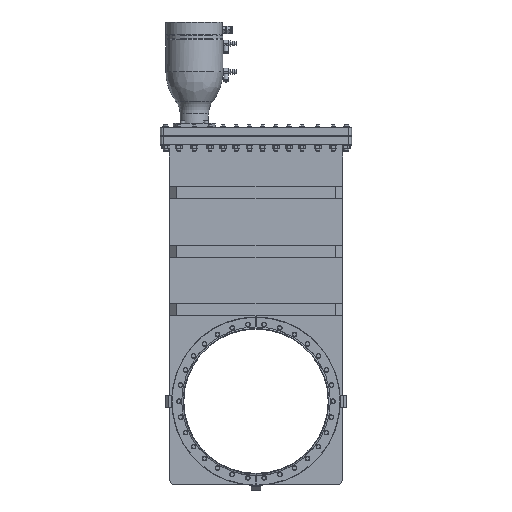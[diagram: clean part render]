
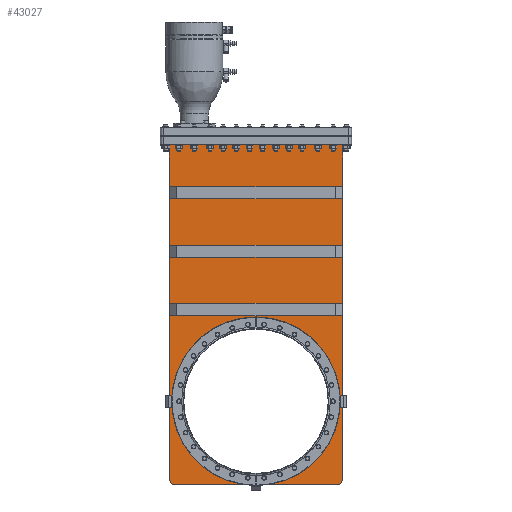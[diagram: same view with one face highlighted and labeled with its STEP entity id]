
A CAD part, top view. The second image highlights one B-rep face of the part: STEP entity #43027.
In plain terms, the highlighted planar face has unit normal (0, 0, 1).
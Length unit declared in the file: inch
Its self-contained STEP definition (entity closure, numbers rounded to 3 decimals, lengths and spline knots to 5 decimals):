
#10634=DIRECTION('',(-1.,0.,0.));
#10635=VECTOR('',#10634,6.02507);
#10636=CARTESIAN_POINT('',(6.703,-6.947,0.827));
#10637=LINE('',#10636,#10635);
#10638=CARTESIAN_POINT('',(0.,0.,0.827));
#10639=DIRECTION('',(0.,0.,-1.));
#10640=DIRECTION('',(0.,1.,0.));
#10641=AXIS2_PLACEMENT_3D('',#10638,#10639,#10640);
#10643=CARTESIAN_POINT('',(0.,0.,0.827));
#10644=DIRECTION('',(0.,0.,1.));
#10645=DIRECTION('',(0.,1.,0.));
#10646=AXIS2_PLACEMENT_3D('',#10643,#10644,#10645);
#10648=DIRECTION('',(-1.,0.,0.));
#10649=VECTOR('',#10648,6.02507);
#10650=CARTESIAN_POINT('',(-0.67793,-6.947,0.827));
#10651=LINE('',#10650,#10649);
#10652=DIRECTION('',(0.,-1.,0.));
#10653=VECTOR('',#10652,27.74);
#10654=CARTESIAN_POINT('',(-7.202,21.292,0.827));
#10655=LINE('',#10654,#10653);
#10656=DIRECTION('',(1.,0.,0.));
#10657=VECTOR('',#10656,14.404);
#10658=CARTESIAN_POINT('',(-7.202,21.292,0.827));
#10659=LINE('',#10658,#10657);
#10660=DIRECTION('',(0.,1.,0.));
#10661=VECTOR('',#10660,27.74);
#10662=CARTESIAN_POINT('',(7.202,-6.448,0.827));
#10663=LINE('',#10662,#10661);
#10664=DIRECTION('',(0.,-1.,0.));
#10665=VECTOR('',#10664,1.);
#10666=CARTESIAN_POINT('',(-7.182,8.12,0.827));
#10667=LINE('',#10666,#10665);
#10668=DIRECTION('',(1.,0.,0.));
#10669=VECTOR('',#10668,14.364);
#10670=CARTESIAN_POINT('',(-7.182,7.12,0.827));
#10671=LINE('',#10670,#10669);
#10672=DIRECTION('',(0.,1.,0.));
#10673=VECTOR('',#10672,1.);
#10674=CARTESIAN_POINT('',(7.182,7.12,0.827));
#10675=LINE('',#10674,#10673);
#10676=DIRECTION('',(-1.,0.,0.));
#10677=VECTOR('',#10676,14.364);
#10678=CARTESIAN_POINT('',(7.182,8.12,0.827));
#10679=LINE('',#10678,#10677);
#10680=DIRECTION('',(0.,-1.,0.));
#10681=VECTOR('',#10680,1.);
#10682=CARTESIAN_POINT('',(-7.182,12.97,0.827));
#10683=LINE('',#10682,#10681);
#10684=DIRECTION('',(1.,0.,0.));
#10685=VECTOR('',#10684,14.364);
#10686=CARTESIAN_POINT('',(-7.182,11.97,0.827));
#10687=LINE('',#10686,#10685);
#10688=DIRECTION('',(0.,1.,0.));
#10689=VECTOR('',#10688,1.);
#10690=CARTESIAN_POINT('',(7.182,11.97,0.827));
#10691=LINE('',#10690,#10689);
#10692=DIRECTION('',(-1.,0.,0.));
#10693=VECTOR('',#10692,14.364);
#10694=CARTESIAN_POINT('',(7.182,12.97,0.827));
#10695=LINE('',#10694,#10693);
#10696=DIRECTION('',(0.,-1.,0.));
#10697=VECTOR('',#10696,1.);
#10698=CARTESIAN_POINT('',(-7.182,17.82,0.827));
#10699=LINE('',#10698,#10697);
#10700=DIRECTION('',(1.,0.,0.));
#10701=VECTOR('',#10700,14.364);
#10702=CARTESIAN_POINT('',(-7.182,16.82,0.827));
#10703=LINE('',#10702,#10701);
#10704=DIRECTION('',(0.,1.,0.));
#10705=VECTOR('',#10704,1.);
#10706=CARTESIAN_POINT('',(7.182,16.82,0.827));
#10707=LINE('',#10706,#10705);
#10708=DIRECTION('',(-1.,0.,0.));
#10709=VECTOR('',#10708,14.364);
#10710=CARTESIAN_POINT('',(7.182,17.82,0.827));
#10711=LINE('',#10710,#10709);
#10739=CARTESIAN_POINT('',(-6.703,-6.448,0.827));
#10740=DIRECTION('',(0.,0.,1.));
#10741=DIRECTION('',(-1.,0.,0.));
#10742=AXIS2_PLACEMENT_3D('',#10739,#10740,#10741);
#10829=CARTESIAN_POINT('',(6.703,-6.448,0.827));
#10830=DIRECTION('',(0.,0.,1.));
#10831=DIRECTION('',(0.,-1.,0.));
#10832=AXIS2_PLACEMENT_3D('',#10829,#10830,#10831);
#22307=CARTESIAN_POINT('',(6.703,-6.947,0.827));
#22308=CARTESIAN_POINT('',(7.202,-6.448,0.827));
#22309=VERTEX_POINT('',#22307);
#22310=VERTEX_POINT('',#22308);
#22315=CARTESIAN_POINT('',(-7.202,-6.448,0.827));
#22316=CARTESIAN_POINT('',(-6.703,-6.947,0.827));
#22317=VERTEX_POINT('',#22315);
#22318=VERTEX_POINT('',#22316);
#22327=CARTESIAN_POINT('',(-7.202,21.292,0.827));
#22328=CARTESIAN_POINT('',(7.202,21.292,0.827));
#22329=VERTEX_POINT('',#22327);
#22330=VERTEX_POINT('',#22328);
#22531=CARTESIAN_POINT('',(0.67793,-6.947,0.827));
#22533=VERTEX_POINT('',#22531);
#22535=CARTESIAN_POINT('',(-0.67793,-6.947,0.827));
#22536=VERTEX_POINT('',#22535);
#22561=CARTESIAN_POINT('',(0.,6.98,0.827));
#22562=VERTEX_POINT('',#22561);
#23283=CARTESIAN_POINT('',(-7.182,8.12,0.827));
#23284=CARTESIAN_POINT('',(-7.182,7.12,0.827));
#23285=VERTEX_POINT('',#23283);
#23286=VERTEX_POINT('',#23284);
#23287=CARTESIAN_POINT('',(7.182,7.12,0.827));
#23288=VERTEX_POINT('',#23287);
#23289=CARTESIAN_POINT('',(7.182,8.12,0.827));
#23290=VERTEX_POINT('',#23289);
#23291=CARTESIAN_POINT('',(-7.182,12.97,0.827));
#23292=CARTESIAN_POINT('',(-7.182,11.97,0.827));
#23293=VERTEX_POINT('',#23291);
#23294=VERTEX_POINT('',#23292);
#23295=CARTESIAN_POINT('',(7.182,11.97,0.827));
#23296=VERTEX_POINT('',#23295);
#23297=CARTESIAN_POINT('',(7.182,12.97,0.827));
#23298=VERTEX_POINT('',#23297);
#23299=CARTESIAN_POINT('',(-7.182,17.82,0.827));
#23300=CARTESIAN_POINT('',(-7.182,16.82,0.827));
#23301=VERTEX_POINT('',#23299);
#23302=VERTEX_POINT('',#23300);
#23303=CARTESIAN_POINT('',(7.182,16.82,0.827));
#23304=VERTEX_POINT('',#23303);
#23305=CARTESIAN_POINT('',(7.182,17.82,0.827));
#23306=VERTEX_POINT('',#23305);
#42978=CARTESIAN_POINT('',(0.,0.,0.827));
#42979=DIRECTION('',(0.,0.,1.));
#42980=DIRECTION('',(1.,0.,0.));
#42981=AXIS2_PLACEMENT_3D('',#42978,#42979,#42980);
#42982=PLANE('',#42981);
#42983=ORIENTED_EDGE('',*,*,#40411,.T.);
#42984=ORIENTED_EDGE('',*,*,#42973,.F.);
#42985=ORIENTED_EDGE('',*,*,#42940,.T.);
#42986=ORIENTED_EDGE('',*,*,#40407,.T.);
#42988=ORIENTED_EDGE('',*,*,#42987,.F.);
#42990=ORIENTED_EDGE('',*,*,#42989,.F.);
#42991=ORIENTED_EDGE('',*,*,#28042,.T.);
#42992=ORIENTED_EDGE('',*,*,#40342,.F.);
#42994=ORIENTED_EDGE('',*,*,#42993,.F.);
#42995=EDGE_LOOP('',(#42983,#42984,#42985,#42986,#42988,#42990,#42991,#42992,
#42994));
#42996=FACE_OUTER_BOUND('',#42995,.F.);
#42998=ORIENTED_EDGE('',*,*,#42997,.T.);
#43000=ORIENTED_EDGE('',*,*,#42999,.T.);
#43002=ORIENTED_EDGE('',*,*,#43001,.T.);
#43004=ORIENTED_EDGE('',*,*,#43003,.T.);
#43005=EDGE_LOOP('',(#42998,#43000,#43002,#43004));
#43006=FACE_BOUND('',#43005,.F.);
#43008=ORIENTED_EDGE('',*,*,#43007,.T.);
#43010=ORIENTED_EDGE('',*,*,#43009,.T.);
#43012=ORIENTED_EDGE('',*,*,#43011,.T.);
#43014=ORIENTED_EDGE('',*,*,#43013,.T.);
#43015=EDGE_LOOP('',(#43008,#43010,#43012,#43014));
#43016=FACE_BOUND('',#43015,.F.);
#43018=ORIENTED_EDGE('',*,*,#43017,.T.);
#43020=ORIENTED_EDGE('',*,*,#43019,.T.);
#43022=ORIENTED_EDGE('',*,*,#43021,.T.);
#43024=ORIENTED_EDGE('',*,*,#43023,.T.);
#43025=EDGE_LOOP('',(#43018,#43020,#43022,#43024));
#43026=FACE_BOUND('',#43025,.F.);
#43027=ADVANCED_FACE('',(#42996,#43006,#43016,#43026),#42982,.T.);
#10642=CIRCLE('',#10641,6.98);
#10647=CIRCLE('',#10646,6.98);
#10743=CIRCLE('',#10742,0.499);
#10833=CIRCLE('',#10832,0.499);
#28042=EDGE_CURVE('',#22329,#22330,#10659,.T.);
#40342=EDGE_CURVE('',#22310,#22330,#10663,.T.);
#40407=EDGE_CURVE('',#22536,#22318,#10651,.T.);
#40411=EDGE_CURVE('',#22309,#22533,#10637,.T.);
#42940=EDGE_CURVE('',#22562,#22536,#10647,.T.);
#42973=EDGE_CURVE('',#22562,#22533,#10642,.T.);
#42987=EDGE_CURVE('',#22317,#22318,#10743,.T.);
#42989=EDGE_CURVE('',#22329,#22317,#10655,.T.);
#42993=EDGE_CURVE('',#22309,#22310,#10833,.T.);
#42997=EDGE_CURVE('',#23285,#23286,#10667,.T.);
#42999=EDGE_CURVE('',#23286,#23288,#10671,.T.);
#43001=EDGE_CURVE('',#23288,#23290,#10675,.T.);
#43003=EDGE_CURVE('',#23290,#23285,#10679,.T.);
#43007=EDGE_CURVE('',#23293,#23294,#10683,.T.);
#43009=EDGE_CURVE('',#23294,#23296,#10687,.T.);
#43011=EDGE_CURVE('',#23296,#23298,#10691,.T.);
#43013=EDGE_CURVE('',#23298,#23293,#10695,.T.);
#43017=EDGE_CURVE('',#23301,#23302,#10699,.T.);
#43019=EDGE_CURVE('',#23302,#23304,#10703,.T.);
#43021=EDGE_CURVE('',#23304,#23306,#10707,.T.);
#43023=EDGE_CURVE('',#23306,#23301,#10711,.T.);
